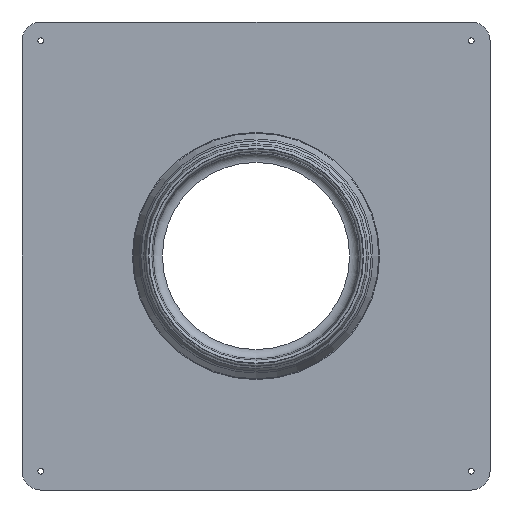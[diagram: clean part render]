
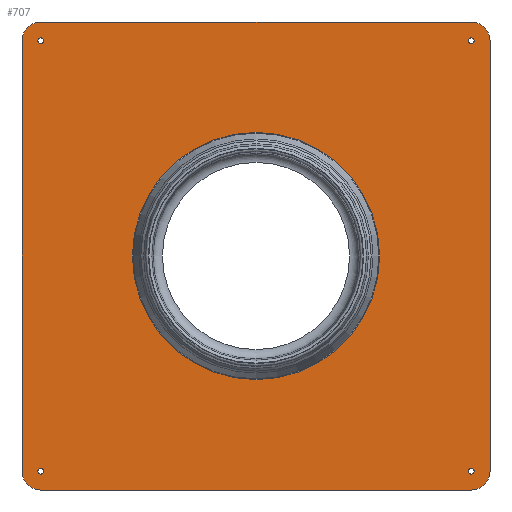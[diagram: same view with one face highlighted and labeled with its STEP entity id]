
A CAD part, front view. The second image highlights one B-rep face of the part: STEP entity #707.
In plain terms, the highlighted planar face has unit normal (0, -1, 0).
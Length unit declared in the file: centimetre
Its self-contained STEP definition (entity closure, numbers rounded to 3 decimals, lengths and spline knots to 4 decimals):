
#45=FACE_BOUND('',#152,.T.);
#46=FACE_BOUND('',#153,.T.);
#47=FACE_BOUND('',#154,.T.);
#48=FACE_BOUND('',#155,.T.);
#49=FACE_BOUND('',#156,.T.);
#61=PLANE('',#808);
#102=FACE_OUTER_BOUND('',#151,.T.);
#151=EDGE_LOOP('',(#605,#606,#607,#608,#609,#610,#611,#612));
#152=EDGE_LOOP('',(#613));
#153=EDGE_LOOP('',(#614));
#154=EDGE_LOOP('',(#615));
#155=EDGE_LOOP('',(#616));
#156=EDGE_LOOP('',(#617));
#193=LINE('',#1237,#231);
#196=LINE('',#1243,#234);
#197=LINE('',#1247,#235);
#198=LINE('',#1251,#236);
#231=VECTOR('',#1029,1.);
#234=VECTOR('',#1034,1.);
#235=VECTOR('',#1037,1.);
#236=VECTOR('',#1040,1.);
#284=CIRCLE('',#787,132.);
#289=CIRCLE('',#794,3.);
#291=CIRCLE('',#797,3.);
#293=CIRCLE('',#800,3.);
#295=CIRCLE('',#803,3.);
#297=CIRCLE('',#806,20.);
#298=CIRCLE('',#809,20.);
#299=CIRCLE('',#810,20.);
#300=CIRCLE('',#811,20.);
#338=VERTEX_POINT('',#1195);
#341=VERTEX_POINT('',#1205);
#343=VERTEX_POINT('',#1211);
#345=VERTEX_POINT('',#1217);
#347=VERTEX_POINT('',#1223);
#350=VERTEX_POINT('',#1230);
#351=VERTEX_POINT('',#1232);
#352=VERTEX_POINT('',#1236);
#354=VERTEX_POINT('',#1242);
#355=VERTEX_POINT('',#1244);
#356=VERTEX_POINT('',#1246);
#357=VERTEX_POINT('',#1248);
#358=VERTEX_POINT('',#1250);
#421=EDGE_CURVE('',#338,#338,#284,.T.);
#427=EDGE_CURVE('',#341,#341,#289,.T.);
#430=EDGE_CURVE('',#343,#343,#291,.T.);
#433=EDGE_CURVE('',#345,#345,#293,.T.);
#436=EDGE_CURVE('',#347,#347,#295,.T.);
#439=EDGE_CURVE('',#350,#351,#297,.T.);
#441=EDGE_CURVE('',#351,#352,#193,.T.);
#444=EDGE_CURVE('',#354,#350,#196,.T.);
#445=EDGE_CURVE('',#355,#354,#298,.T.);
#446=EDGE_CURVE('',#356,#355,#197,.T.);
#447=EDGE_CURVE('',#357,#356,#299,.T.);
#448=EDGE_CURVE('',#358,#357,#198,.T.);
#449=EDGE_CURVE('',#352,#358,#300,.T.);
#605=ORIENTED_EDGE('',*,*,#439,.F.);
#606=ORIENTED_EDGE('',*,*,#444,.F.);
#607=ORIENTED_EDGE('',*,*,#445,.F.);
#608=ORIENTED_EDGE('',*,*,#446,.F.);
#609=ORIENTED_EDGE('',*,*,#447,.F.);
#610=ORIENTED_EDGE('',*,*,#448,.F.);
#611=ORIENTED_EDGE('',*,*,#449,.F.);
#612=ORIENTED_EDGE('',*,*,#441,.F.);
#613=ORIENTED_EDGE('',*,*,#421,.F.);
#614=ORIENTED_EDGE('',*,*,#427,.T.);
#615=ORIENTED_EDGE('',*,*,#430,.T.);
#616=ORIENTED_EDGE('',*,*,#433,.T.);
#617=ORIENTED_EDGE('',*,*,#436,.T.);
#707=ADVANCED_FACE('',(#102,#45,#46,#47,#48,#49),#61,.F.);
#787=AXIS2_PLACEMENT_3D('',#1196,#981,#982);
#794=AXIS2_PLACEMENT_3D('',#1207,#996,#997);
#797=AXIS2_PLACEMENT_3D('',#1213,#1003,#1004);
#800=AXIS2_PLACEMENT_3D('',#1219,#1010,#1011);
#803=AXIS2_PLACEMENT_3D('',#1225,#1017,#1018);
#806=AXIS2_PLACEMENT_3D('',#1233,#1024,#1025);
#808=AXIS2_PLACEMENT_3D('',#1241,#1032,#1033);
#809=AXIS2_PLACEMENT_3D('',#1245,#1035,#1036);
#810=AXIS2_PLACEMENT_3D('',#1249,#1038,#1039);
#811=AXIS2_PLACEMENT_3D('',#1252,#1041,#1042);
#981=DIRECTION('center_axis',(0.,-1.,0.));
#982=DIRECTION('ref_axis',(1.,0.,0.));
#996=DIRECTION('center_axis',(0.,1.,0.));
#997=DIRECTION('ref_axis',(1.,0.,0.));
#1003=DIRECTION('center_axis',(0.,1.,0.));
#1004=DIRECTION('ref_axis',(1.,0.,0.));
#1010=DIRECTION('center_axis',(0.,1.,0.));
#1011=DIRECTION('ref_axis',(1.,0.,0.));
#1017=DIRECTION('center_axis',(0.,1.,0.));
#1018=DIRECTION('ref_axis',(1.,0.,0.));
#1024=DIRECTION('center_axis',(0.,1.,0.));
#1025=DIRECTION('ref_axis',(0.707,0.,-0.707));
#1029=DIRECTION('',(-1.,0.,0.));
#1032=DIRECTION('center_axis',(0.,1.,0.));
#1033=DIRECTION('ref_axis',(1.,0.,0.));
#1034=DIRECTION('',(0.,0.,-1.));
#1035=DIRECTION('center_axis',(0.,1.,0.));
#1036=DIRECTION('ref_axis',(0.707,0.,0.707));
#1037=DIRECTION('',(1.,0.,0.));
#1038=DIRECTION('center_axis',(0.,1.,0.));
#1039=DIRECTION('ref_axis',(-0.707,0.,0.707));
#1040=DIRECTION('',(0.,0.,1.));
#1041=DIRECTION('center_axis',(0.,1.,0.));
#1042=DIRECTION('ref_axis',(-0.707,0.,-0.707));
#1195=CARTESIAN_POINT('',(-132.,-1.,0.));
#1196=CARTESIAN_POINT('Origin',(0.,-1.,0.));
#1205=CARTESIAN_POINT('',(227.,-1.,230.));
#1207=CARTESIAN_POINT('Origin',(230.,-1.,230.));
#1211=CARTESIAN_POINT('',(-233.,-1.,-230.));
#1213=CARTESIAN_POINT('Origin',(-230.,-1.,-230.));
#1217=CARTESIAN_POINT('',(227.,-1.,-230.));
#1219=CARTESIAN_POINT('Origin',(230.,-1.,-230.));
#1223=CARTESIAN_POINT('',(-233.,-1.,230.));
#1225=CARTESIAN_POINT('Origin',(-230.,-1.,230.));
#1230=CARTESIAN_POINT('',(250.,-1.,-230.));
#1232=CARTESIAN_POINT('',(230.,-1.,-250.));
#1233=CARTESIAN_POINT('Origin',(230.,-1.,-230.));
#1236=CARTESIAN_POINT('',(-230.,-1.,-250.));
#1237=CARTESIAN_POINT('',(250.,-1.,-250.));
#1241=CARTESIAN_POINT('Origin',(0.,-1.,0.));
#1242=CARTESIAN_POINT('',(250.,-1.,230.));
#1243=CARTESIAN_POINT('',(250.,-1.,250.));
#1244=CARTESIAN_POINT('',(230.,-1.,250.));
#1245=CARTESIAN_POINT('Origin',(230.,-1.,230.));
#1246=CARTESIAN_POINT('',(-230.,-1.,250.));
#1247=CARTESIAN_POINT('',(-250.,-1.,250.));
#1248=CARTESIAN_POINT('',(-250.,-1.,230.));
#1249=CARTESIAN_POINT('Origin',(-230.,-1.,230.));
#1250=CARTESIAN_POINT('',(-250.,-1.,-230.));
#1251=CARTESIAN_POINT('',(-250.,-1.,-250.));
#1252=CARTESIAN_POINT('Origin',(-230.,-1.,-230.));
